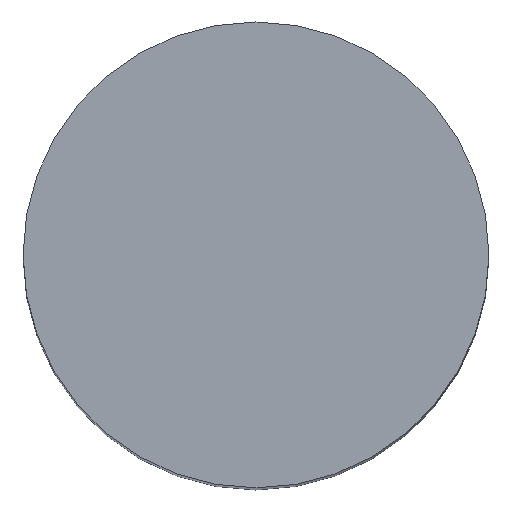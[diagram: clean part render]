
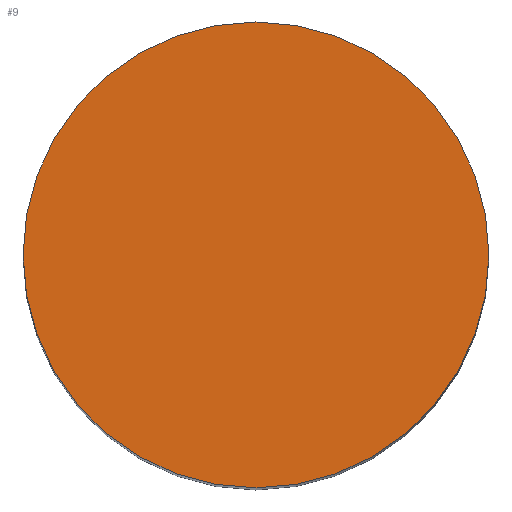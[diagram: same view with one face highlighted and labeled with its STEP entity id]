
A CAD part, top view. The second image highlights one B-rep face of the part: STEP entity #9.
In plain terms, the highlighted planar face has unit normal (0, 0, 1).
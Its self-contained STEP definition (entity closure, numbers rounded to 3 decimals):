
#2 = CARTESIAN_POINT ( 'NONE',  ( -17.097, 11.961, 29. ) ) ;
#4 = DIRECTION ( 'NONE',  ( 1., 0., 0. ) ) ;
#9 = ADVANCED_FACE ( 'NONE', ( #53 ), #71, .T. ) ;
#13 = CIRCLE ( 'NONE', #17, 5.5 ) ;
#15 = EDGE_LOOP ( 'NONE', ( #61, #33 ) ) ;
#17 = AXIS2_PLACEMENT_3D ( 'NONE', #2, #98, #4 ) ;
#22 = DIRECTION ( 'NONE',  ( 1., 0., 0. ) ) ;
#28 = EDGE_CURVE ( 'NONE', #108, #92, #37, .T. ) ;
#33 = ORIENTED_EDGE ( 'NONE', *, *, #28, .T. ) ;
#37 = CIRCLE ( 'NONE', #42, 5.5 ) ;
#42 = AXIS2_PLACEMENT_3D ( 'NONE', #97, #109, #79 ) ;
#46 = CARTESIAN_POINT ( 'NONE',  ( -11.597, 11.961, 29. ) ) ;
#53 = FACE_OUTER_BOUND ( 'NONE', #15, .T. ) ;
#61 = ORIENTED_EDGE ( 'NONE', *, *, #75, .T. ) ;
#71 = PLANE ( 'NONE',  #90 ) ;
#73 = CARTESIAN_POINT ( 'NONE',  ( -22.597, 11.961, 29. ) ) ;
#75 = EDGE_CURVE ( 'NONE', #92, #108, #13, .T. ) ;
#79 = DIRECTION ( 'NONE',  ( 1., 0., 0. ) ) ;
#80 = CARTESIAN_POINT ( 'NONE',  ( -17.097, 11.961, 29. ) ) ;
#90 = AXIS2_PLACEMENT_3D ( 'NONE', #80, #120, #22 ) ;
#92 = VERTEX_POINT ( 'NONE', #73 ) ;
#97 = CARTESIAN_POINT ( 'NONE',  ( -17.097, 11.961, 29. ) ) ;
#98 = DIRECTION ( 'NONE',  ( 0., 0., 1. ) ) ;
#108 = VERTEX_POINT ( 'NONE', #46 ) ;
#109 = DIRECTION ( 'NONE',  ( 0., 0., 1. ) ) ;
#120 = DIRECTION ( 'NONE',  ( 0., 0., 1. ) ) ;
